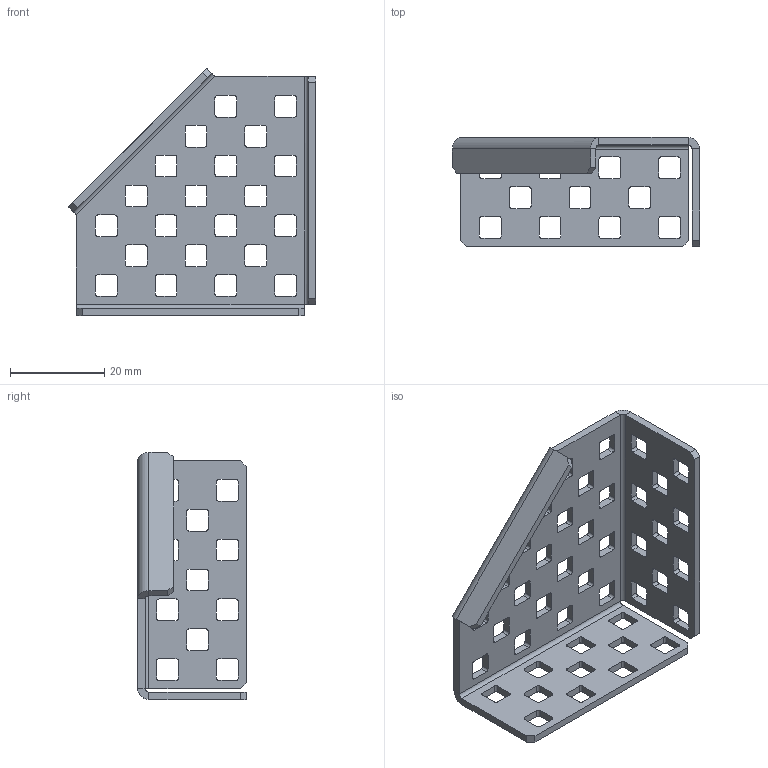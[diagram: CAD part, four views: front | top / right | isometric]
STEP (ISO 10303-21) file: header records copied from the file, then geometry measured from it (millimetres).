
FILE_DESCRIPTION(/* description */ ('STEP AP203'),/* implementation_level */ '2;1');
FILE_NAME(/* name */ 'Angle Corner Gusset.ipt.step',/* time_stamp */ '2020-04-16T23:03:31-04:00',/* author */ (''),/* organization */ (''),/* preprocessor_version */ 'ST-DEVELOPER v17',/* originating_system */ 'Autodesk Inventor 2019',/* authorisation */ '');
FILE_SCHEMA (('AUTOMOTIVE_DESIGN { 1 0 10303 214 3 1 1 }'));
Length unit declared in the file: inch
Products named in the file (1): Angle Corner Gusset
Bounding box: 52.49 x 23.09 x 52.49 mm (x, y, z)
Volume: 5626 mm3; surface area: 8779.9 mm2
Topology: 1 solids, 1 shells, 381 faces, 1188 edges, 841 vertices
Faces by surface type: plane 201, cylinder 178, bspline 2
Entity records: 13454 total; most frequent: CARTESIAN_POINT 2494, DIRECTION 2323, ORIENTED_EDGE 2226, EDGE_CURVE 1113, AXIS2_PLACEMENT_3D 783, LINE 757, VECTOR 757, VERTEX_POINT 734
